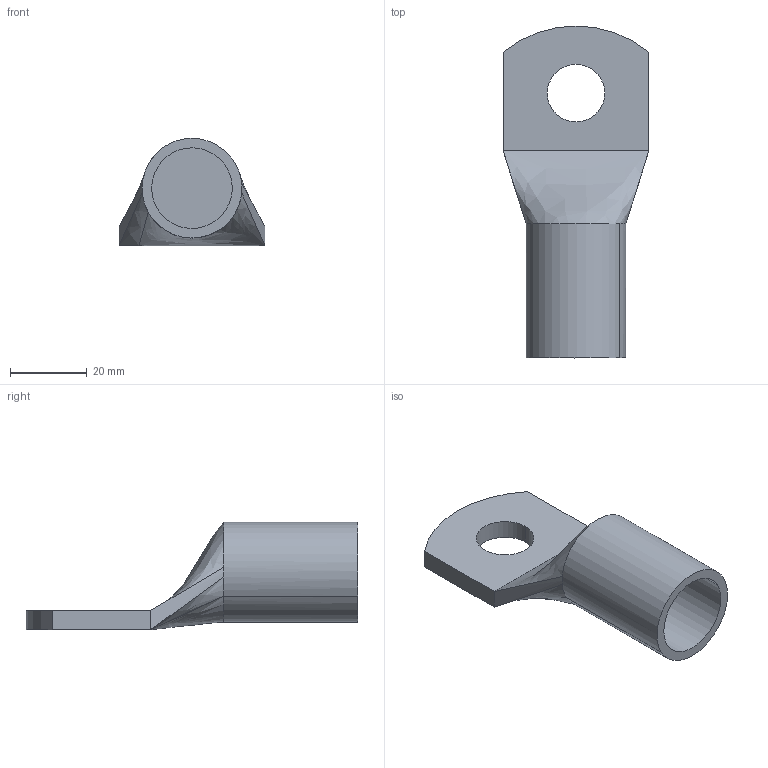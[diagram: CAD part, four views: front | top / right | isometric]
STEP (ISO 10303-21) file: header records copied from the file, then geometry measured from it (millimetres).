
FILE_DESCRIPTION(('CATIA V5R20 STEP214','CAx-IF Rec.Pracs.--- Model Styling and Organization---1.2---2011-12-15'),'2;1');
FILE_NAME ('D1452460_0', '2018-01-25T07:58:35+00:00', ('Weidmueller Interface'), ('Weidmueller'), 'CATIA Version 5-6 Release 2014 SP4 HF52', 'CATIA V5 STEP AP214', 'none');
FILE_SCHEMA(('AUTOMOTIVE_DESIGN { 1 0 10303 214 1 1 1 1 }'));
Length unit declared in the file: millimetre
Products named in the file (1): 1497270000_KRN-M14--240
Bounding box: 38 x 86.5 x 28 mm (x, y, z)
Volume: 17791.1 mm3; surface area: 10126 mm2
Topology: 1 solids, 1 shells, 18 faces, 41 edges, 26 vertices
Faces by surface type: cylinder 7, plane 6, bspline 5
Entity records: 639 total; most frequent: CARTESIAN_POINT 233, ORIENTED_EDGE 82, DIRECTION 49, EDGE_CURVE 41, VERTEX_POINT 26, AXIS2_PLACEMENT_3D 23, EDGE_LOOP 21, ADVANCED_FACE 18
